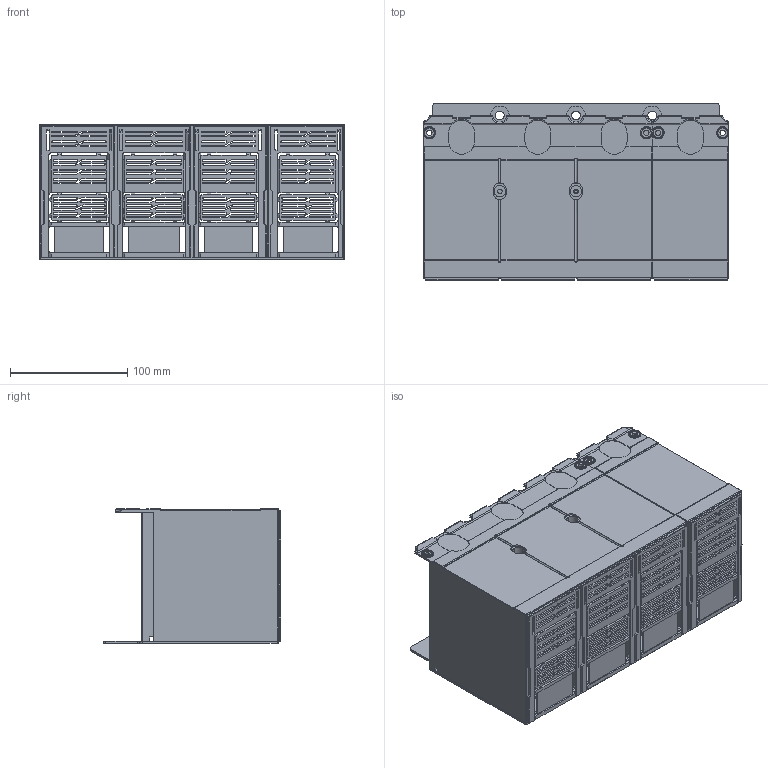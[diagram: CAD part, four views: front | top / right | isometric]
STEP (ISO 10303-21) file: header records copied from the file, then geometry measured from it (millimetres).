
FILE_DESCRIPTION((''),'2;1');
FILE_NAME('ASM0269_ASM','2021-09-16T13:04:45',('zhxmin'),(''),'CREO PARAMETRIC BY PTC INC, 2018020','CREO PARAMETRIC BY PTC INC, 2018020','');
FILE_SCHEMA(('CONFIG_CONTROL_DESIGN','SHAPE_APPEARANCE_LAYERS_GROUPS'));
Products named in the file (4): 8300M0101119; 8300M0101120-4P; 8742M0101104; ASM0269_ASM
Assembly tree (3 placements, depth 2):
  ASM0269_ASM
    8300M0101119
    8300M0101120-4P
    8742M0101104
Bounding box: 260 x 151 x 115 mm (x, y, z)
Volume: 370866 mm3; surface area: 395183.4 mm2
Topology: 3 solids, 3 shells, 1907 faces, 6021 edges, 4059 vertices
Faces by surface type: plane 1131, cylinder 693, sphere 39, torus 30, bspline 10, cone 4
Entity records: 79104 total; most frequent: CARTESIAN_POINT 13196, ORIENTED_EDGE 11996, DIRECTION 11475, EDGE_CURVE 5998, VECTOR 4069, LINE 4069, VERTEX_POINT 4059, AXIS2_PLACEMENT_3D 3703
